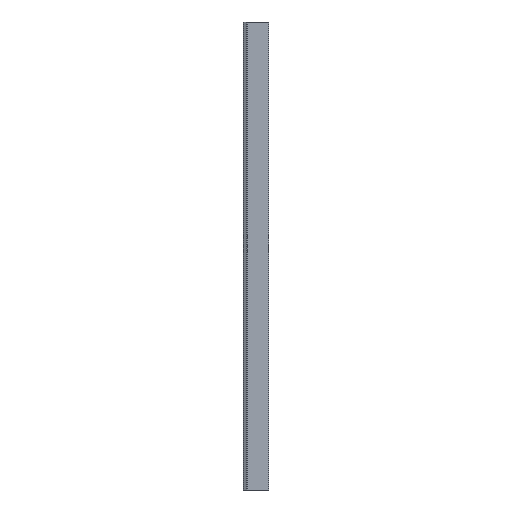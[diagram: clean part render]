
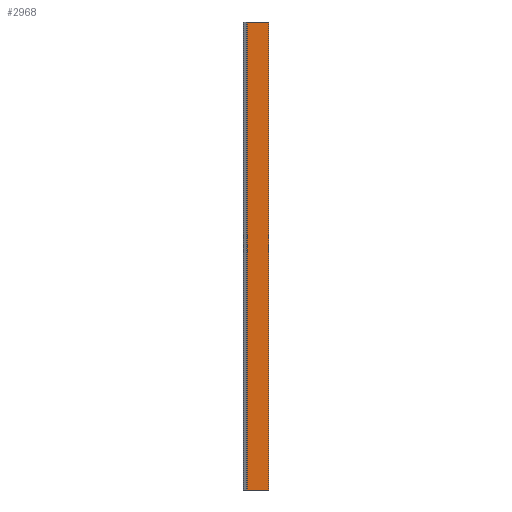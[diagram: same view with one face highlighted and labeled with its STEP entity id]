
A CAD part, left-side view. The second image highlights one B-rep face of the part: STEP entity #2968.
In plain terms, the highlighted planar face has unit normal (-1, 0, 0).
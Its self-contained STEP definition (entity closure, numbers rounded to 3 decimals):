
#48 = DIRECTION ( 'NONE',  ( 1., 0., 0. ) ) ;
#263 = EDGE_CURVE ( 'NONE', #531, #3489, #1472, .T. ) ;
#330 = CARTESIAN_POINT ( 'NONE',  ( 0., 92.66, 0. ) ) ;
#504 = DIRECTION ( 'NONE',  ( 0., -1., 0. ) ) ;
#508 = VECTOR ( 'NONE', #504, 1000. ) ;
#514 = ORIENTED_EDGE ( 'NONE', *, *, #263, .T. ) ;
#521 = DIRECTION ( 'NONE',  ( 0., 0., -1. ) ) ;
#531 = VERTEX_POINT ( 'NONE', #1501 ) ;
#868 = ORIENTED_EDGE ( 'NONE', *, *, #3521, .F. ) ;
#1110 = CARTESIAN_POINT ( 'NONE',  ( 0., 92.66, 2000. ) ) ;
#1336 = PLANE ( 'NONE',  #3046 ) ;
#1390 = CARTESIAN_POINT ( 'NONE',  ( 0., 0., 2000. ) ) ;
#1416 = LINE ( 'NONE', #2365, #3491 ) ;
#1458 = ORIENTED_EDGE ( 'NONE', *, *, #3077, .T. ) ;
#1472 = LINE ( 'NONE', #1110, #3835 ) ;
#1501 = CARTESIAN_POINT ( 'NONE',  ( 0., 92.66, 2000. ) ) ;
#1602 = EDGE_CURVE ( 'NONE', #531, #2952, #1416, .T. ) ;
#2075 = FACE_OUTER_BOUND ( 'NONE', #3281, .T. ) ;
#2127 = VECTOR ( 'NONE', #3810, 1000. ) ;
#2260 = LINE ( 'NONE', #3175, #2127 ) ;
#2365 = CARTESIAN_POINT ( 'NONE',  ( 0., 0., 2000. ) ) ;
#2379 = CARTESIAN_POINT ( 'NONE',  ( 0., 0., 2000. ) ) ;
#2666 = DIRECTION ( 'NONE',  ( 0., -1., 0. ) ) ;
#2699 = CARTESIAN_POINT ( 'NONE',  ( 0., 0., 0. ) ) ;
#2952 = VERTEX_POINT ( 'NONE', #2379 ) ;
#2960 = VERTEX_POINT ( 'NONE', #2699 ) ;
#2968 = ADVANCED_FACE ( 'NONE', ( #2075 ), #1336, .F. ) ;
#3046 = AXIS2_PLACEMENT_3D ( 'NONE', #1390, #48, #3300 ) ;
#3077 = EDGE_CURVE ( 'NONE', #3489, #2960, #3987, .T. ) ;
#3175 = CARTESIAN_POINT ( 'NONE',  ( 0., 0., 2000. ) ) ;
#3281 = EDGE_LOOP ( 'NONE', ( #1458, #868, #3598, #514 ) ) ;
#3300 = DIRECTION ( 'NONE',  ( 0., 1., 0. ) ) ;
#3367 = CARTESIAN_POINT ( 'NONE',  ( 0., 0., 0. ) ) ;
#3489 = VERTEX_POINT ( 'NONE', #330 ) ;
#3491 = VECTOR ( 'NONE', #2666, 1000. ) ;
#3521 = EDGE_CURVE ( 'NONE', #2952, #2960, #2260, .T. ) ;
#3598 = ORIENTED_EDGE ( 'NONE', *, *, #1602, .F. ) ;
#3810 = DIRECTION ( 'NONE',  ( 0., 0., -1. ) ) ;
#3835 = VECTOR ( 'NONE', #521, 1000. ) ;
#3987 = LINE ( 'NONE', #3367, #508 ) ;
